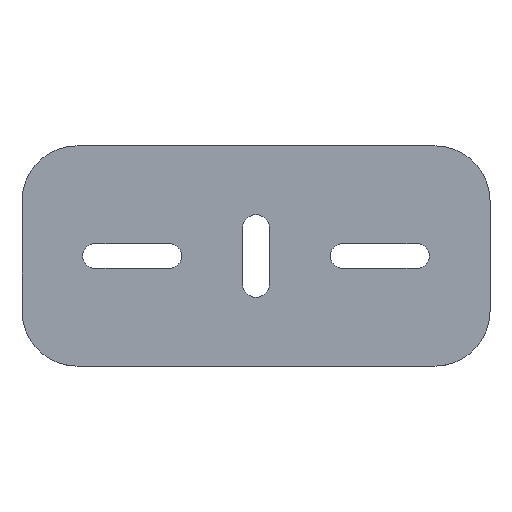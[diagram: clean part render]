
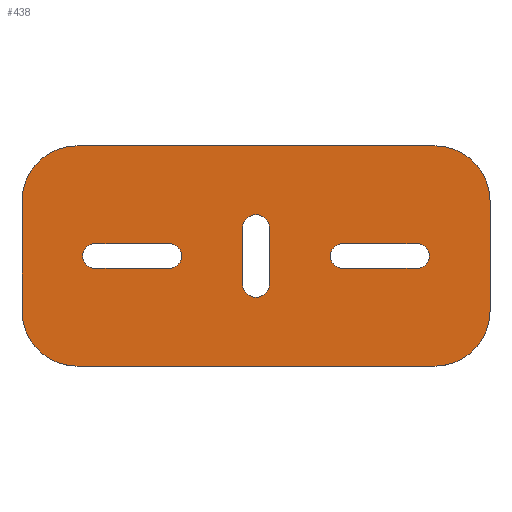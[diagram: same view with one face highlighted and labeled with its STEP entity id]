
A CAD part, top view. The second image highlights one B-rep face of the part: STEP entity #438.
In plain terms, the highlighted planar face has unit normal (0, 0, 1).
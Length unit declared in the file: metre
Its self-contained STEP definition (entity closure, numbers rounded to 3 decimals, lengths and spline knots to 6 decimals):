
#21=CIRCLE('',#456,0.02);
#23=CIRCLE('',#460,0.02);
#25=CIRCLE('',#464,0.02);
#27=CIRCLE('',#468,0.0045);
#29=CIRCLE('',#472,0.0045);
#31=CIRCLE('',#475,0.005);
#33=CIRCLE('',#479,0.005);
#35=CIRCLE('',#482,0.0045);
#37=CIRCLE('',#486,0.0045);
#39=CIRCLE('',#492,0.02);
#130=ORIENTED_EDGE('',*,*,#214,.T.);
#131=ORIENTED_EDGE('',*,*,#218,.T.);
#132=ORIENTED_EDGE('',*,*,#221,.T.);
#133=ORIENTED_EDGE('',*,*,#227,.F.);
#134=ORIENTED_EDGE('',*,*,#204,.T.);
#135=ORIENTED_EDGE('',*,*,#208,.T.);
#136=ORIENTED_EDGE('',*,*,#211,.T.);
#137=ORIENTED_EDGE('',*,*,#225,.F.);
#138=ORIENTED_EDGE('',*,*,#194,.F.);
#139=ORIENTED_EDGE('',*,*,#198,.F.);
#140=ORIENTED_EDGE('',*,*,#201,.F.);
#141=ORIENTED_EDGE('',*,*,#223,.T.);
#142=ORIENTED_EDGE('',*,*,#172,.F.);
#143=ORIENTED_EDGE('',*,*,#176,.T.);
#144=ORIENTED_EDGE('',*,*,#179,.T.);
#145=ORIENTED_EDGE('',*,*,#182,.T.);
#146=ORIENTED_EDGE('',*,*,#185,.T.);
#147=ORIENTED_EDGE('',*,*,#188,.T.);
#148=ORIENTED_EDGE('',*,*,#191,.F.);
#149=ORIENTED_EDGE('',*,*,#229,.T.);
#172=EDGE_CURVE('',#232,#233,#272,.T.);
#176=EDGE_CURVE('',#232,#235,#21,.T.);
#179=EDGE_CURVE('',#235,#237,#277,.T.);
#182=EDGE_CURVE('',#237,#239,#23,.T.);
#185=EDGE_CURVE('',#239,#241,#281,.T.);
#188=EDGE_CURVE('',#241,#243,#25,.T.);
#191=EDGE_CURVE('',#245,#243,#285,.T.);
#194=EDGE_CURVE('',#248,#249,#27,.T.);
#198=EDGE_CURVE('',#251,#248,#290,.T.);
#201=EDGE_CURVE('',#253,#251,#29,.T.);
#204=EDGE_CURVE('',#257,#256,#31,.T.);
#208=EDGE_CURVE('',#256,#259,#296,.T.);
#211=EDGE_CURVE('',#259,#261,#33,.T.);
#214=EDGE_CURVE('',#265,#264,#35,.T.);
#218=EDGE_CURVE('',#264,#267,#302,.T.);
#221=EDGE_CURVE('',#267,#269,#37,.T.);
#223=EDGE_CURVE('',#253,#249,#305,.T.);
#225=EDGE_CURVE('',#257,#261,#307,.T.);
#227=EDGE_CURVE('',#265,#269,#309,.T.);
#229=EDGE_CURVE('',#245,#233,#39,.T.);
#232=VERTEX_POINT('',#627);
#233=VERTEX_POINT('',#629);
#235=VERTEX_POINT('',#635);
#237=VERTEX_POINT('',#641);
#239=VERTEX_POINT('',#647);
#241=VERTEX_POINT('',#653);
#243=VERTEX_POINT('',#659);
#245=VERTEX_POINT('',#665);
#248=VERTEX_POINT('',#672);
#249=VERTEX_POINT('',#674);
#251=VERTEX_POINT('',#680);
#253=VERTEX_POINT('',#686);
#256=VERTEX_POINT('',#693);
#257=VERTEX_POINT('',#695);
#259=VERTEX_POINT('',#701);
#261=VERTEX_POINT('',#707);
#264=VERTEX_POINT('',#714);
#265=VERTEX_POINT('',#716);
#267=VERTEX_POINT('',#722);
#269=VERTEX_POINT('',#728);
#272=LINE('',#628,#312);
#277=LINE('',#642,#317);
#281=LINE('',#654,#321);
#285=LINE('',#666,#325);
#290=LINE('',#681,#330);
#296=LINE('',#702,#336);
#302=LINE('',#723,#342);
#305=LINE('',#732,#345);
#307=LINE('',#735,#347);
#309=LINE('',#738,#349);
#312=VECTOR('',#501,1.);
#317=VECTOR('',#514,1.);
#321=VECTOR('',#526,1.);
#325=VECTOR('',#538,1.);
#330=VECTOR('',#551,1.);
#336=VECTOR('',#571,1.);
#342=VECTOR('',#591,1.);
#345=VECTOR('',#602,1.);
#347=VECTOR('',#606,1.);
#349=VECTOR('',#610,1.);
#370=EDGE_LOOP('',(#130,#131,#132,#133));
#371=EDGE_LOOP('',(#134,#135,#136,#137));
#372=EDGE_LOOP('',(#138,#139,#140,#141));
#373=EDGE_LOOP('',(#142,#143,#144,#145,#146,#147,#148,#149));
#398=FACE_BOUND('',#370,.T.);
#399=FACE_BOUND('',#371,.T.);
#400=FACE_BOUND('',#372,.T.);
#401=FACE_BOUND('',#373,.T.);
#416=PLANE('',#493);
#438=ADVANCED_FACE('',(#398,#399,#400,#401),#416,.T.);
#456=AXIS2_PLACEMENT_3D('',#636,#508,#509);
#460=AXIS2_PLACEMENT_3D('',#648,#520,#521);
#464=AXIS2_PLACEMENT_3D('',#660,#532,#533);
#468=AXIS2_PLACEMENT_3D('',#673,#544,#545);
#472=AXIS2_PLACEMENT_3D('',#687,#557,#558);
#475=AXIS2_PLACEMENT_3D('',#694,#564,#565);
#479=AXIS2_PLACEMENT_3D('',#708,#577,#578);
#482=AXIS2_PLACEMENT_3D('',#715,#584,#585);
#486=AXIS2_PLACEMENT_3D('',#729,#597,#598);
#492=AXIS2_PLACEMENT_3D('',#741,#615,#616);
#493=AXIS2_PLACEMENT_3D('',#742,#617,#618);
#501=DIRECTION('',(0.,1.,0.));
#508=DIRECTION('',(0.,0.,1.));
#509=DIRECTION('',(1.,0.,0.));
#514=DIRECTION('',(1.,0.,0.));
#520=DIRECTION('',(0.,0.,1.));
#521=DIRECTION('',(1.,0.,0.));
#526=DIRECTION('',(0.,1.,0.));
#532=DIRECTION('',(0.,0.,1.));
#533=DIRECTION('',(1.,0.,0.));
#538=DIRECTION('',(1.,0.,0.));
#544=DIRECTION('',(0.,0.,1.));
#545=DIRECTION('',(1.,0.,0.));
#551=DIRECTION('',(-1.,0.,0.));
#557=DIRECTION('',(0.,0.,1.));
#558=DIRECTION('',(1.,0.,0.));
#564=DIRECTION('',(0.,0.,-1.));
#565=DIRECTION('',(1.,0.,0.));
#571=DIRECTION('',(0.,-1.,0.));
#577=DIRECTION('',(0.,0.,-1.));
#578=DIRECTION('',(1.,0.,0.));
#584=DIRECTION('',(0.,0.,-1.));
#585=DIRECTION('',(1.,0.,0.));
#591=DIRECTION('',(1.,0.,0.));
#597=DIRECTION('',(0.,0.,-1.));
#598=DIRECTION('',(1.,0.,0.));
#602=DIRECTION('',(-1.,0.,0.));
#606=DIRECTION('',(0.,-1.,0.));
#610=DIRECTION('',(1.,0.,0.));
#615=DIRECTION('',(0.,0.,1.));
#616=DIRECTION('',(1.,0.,0.));
#617=DIRECTION('',(0.,0.,1.));
#618=DIRECTION('',(1.,0.,0.));
#627=CARTESIAN_POINT('',(0.,0.02,0.008));
#628=CARTESIAN_POINT('',(0.,0.04,0.008));
#629=CARTESIAN_POINT('',(0.,0.06,0.008));
#635=CARTESIAN_POINT('',(0.02,0.,0.008));
#636=CARTESIAN_POINT('',(0.02,0.02,0.008));
#641=CARTESIAN_POINT('',(0.15,0.,0.008));
#642=CARTESIAN_POINT('',(0.085,0.,0.008));
#647=CARTESIAN_POINT('',(0.17,0.02,0.008));
#648=CARTESIAN_POINT('',(0.15,0.02,0.008));
#653=CARTESIAN_POINT('',(0.17,0.06,0.008));
#654=CARTESIAN_POINT('',(0.17,0.04,0.008));
#659=CARTESIAN_POINT('',(0.15,0.08,0.008));
#660=CARTESIAN_POINT('',(0.15,0.06,0.008));
#665=CARTESIAN_POINT('',(0.02,0.08,0.008));
#666=CARTESIAN_POINT('',(0.085,0.08,0.008));
#672=CARTESIAN_POINT('',(0.1165,0.0445,0.008));
#673=CARTESIAN_POINT('',(0.1165,0.04,0.008));
#674=CARTESIAN_POINT('',(0.1165,0.0355,0.008));
#680=CARTESIAN_POINT('',(0.1435,0.0445,0.008));
#681=CARTESIAN_POINT('',(0.13,0.0445,0.008));
#686=CARTESIAN_POINT('',(0.1435,0.0355,0.008));
#687=CARTESIAN_POINT('',(0.1435,0.04,0.008));
#693=CARTESIAN_POINT('',(0.09,0.05,0.008));
#694=CARTESIAN_POINT('',(0.085,0.05,0.008));
#695=CARTESIAN_POINT('',(0.08,0.05,0.008));
#701=CARTESIAN_POINT('',(0.09,0.03,0.008));
#702=CARTESIAN_POINT('',(0.09,0.04,0.008));
#707=CARTESIAN_POINT('',(0.08,0.03,0.008));
#708=CARTESIAN_POINT('',(0.085,0.03,0.008));
#714=CARTESIAN_POINT('',(0.0265,0.0445,0.008));
#715=CARTESIAN_POINT('',(0.0265,0.04,0.008));
#716=CARTESIAN_POINT('',(0.0265,0.0355,0.008));
#722=CARTESIAN_POINT('',(0.0535,0.0445,0.008));
#723=CARTESIAN_POINT('',(0.04,0.0445,0.008));
#728=CARTESIAN_POINT('',(0.0535,0.0355,0.008));
#729=CARTESIAN_POINT('',(0.0535,0.04,0.008));
#732=CARTESIAN_POINT('',(0.13,0.0355,0.008));
#735=CARTESIAN_POINT('',(0.08,0.04,0.008));
#738=CARTESIAN_POINT('',(0.04,0.0355,0.008));
#741=CARTESIAN_POINT('',(0.02,0.06,0.008));
#742=CARTESIAN_POINT('',(0.085,0.04,0.008));
